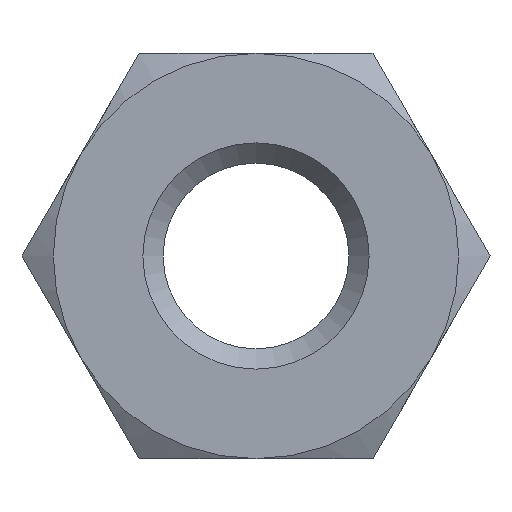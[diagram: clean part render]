
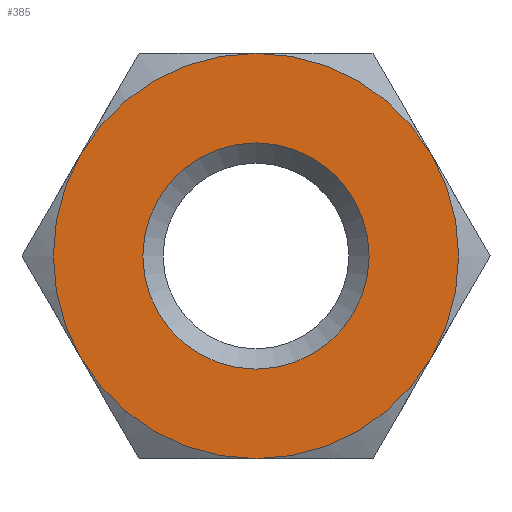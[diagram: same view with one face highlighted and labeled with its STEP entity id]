
A CAD part, front view. The second image highlights one B-rep face of the part: STEP entity #385.
In plain terms, the highlighted planar face has unit normal (0, -1, 0).
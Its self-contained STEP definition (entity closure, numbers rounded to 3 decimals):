
#2 = ORIENTED_EDGE ( 'NONE', *, *, #359, .T. ) ;
#4 = ORIENTED_EDGE ( 'NONE', *, *, #351, .T. ) ;
#11 = VERTEX_POINT ( 'NONE', #449 ) ;
#23 = ORIENTED_EDGE ( 'NONE', *, *, #358, .T. ) ;
#24 = ORIENTED_EDGE ( 'NONE', *, *, #255, .T. ) ;
#28 = ORIENTED_EDGE ( 'NONE', *, *, #326, .T. ) ;
#34 = FACE_BOUND ( 'NONE', #118, .T. ) ;
#48 = VERTEX_POINT ( 'NONE', #700 ) ;
#50 = CIRCLE ( 'NONE', #292, 6.7 ) ;
#54 = CIRCLE ( 'NONE', #320, 12. ) ;
#66 = CIRCLE ( 'NONE', #262, 12. ) ;
#69 = CIRCLE ( 'NONE', #288, 12. ) ;
#70 = CIRCLE ( 'NONE', #313, 12. ) ;
#84 = VERTEX_POINT ( 'NONE', #685 ) ;
#85 = ORIENTED_EDGE ( 'NONE', *, *, #330, .F. ) ;
#98 = VERTEX_POINT ( 'NONE', #683 ) ;
#102 = ORIENTED_EDGE ( 'NONE', *, *, #353, .T. ) ;
#107 = EDGE_LOOP ( 'NONE', ( #28, #24, #23, #102, #4, #2 ) ) ;
#118 = EDGE_LOOP ( 'NONE', ( #85 ) ) ;
#177 = CIRCLE ( 'NONE', #352, 12. ) ;
#195 = VERTEX_POINT ( 'NONE', #684 ) ;
#201 = CIRCLE ( 'NONE', #294, 12. ) ;
#219 = VERTEX_POINT ( 'NONE', #641 ) ;
#231 = FACE_OUTER_BOUND ( 'NONE', #107, .T. ) ;
#237 = VERTEX_POINT ( 'NONE', #618 ) ;
#255 = EDGE_CURVE ( 'NONE', #219, #195, #177, .T. ) ;
#262 = AXIS2_PLACEMENT_3D ( 'NONE', #600, #599, #598 ) ;
#288 = AXIS2_PLACEMENT_3D ( 'NONE', #591, #589, #588 ) ;
#292 = AXIS2_PLACEMENT_3D ( 'NONE', #657, #655, #654 ) ;
#294 = AXIS2_PLACEMENT_3D ( 'NONE', #676, #675, #674 ) ;
#313 = AXIS2_PLACEMENT_3D ( 'NONE', #584, #583, #581 ) ;
#319 = AXIS2_PLACEMENT_3D ( 'NONE', #496, #498, #492 ) ;
#320 = AXIS2_PLACEMENT_3D ( 'NONE', #605, #604, #603 ) ;
#326 = EDGE_CURVE ( 'NONE', #237, #219, #201, .T. ) ;
#330 = EDGE_CURVE ( 'NONE', #11, #11, #50, .T. ) ;
#351 = EDGE_CURVE ( 'NONE', #48, #98, #54, .T. ) ;
#352 = AXIS2_PLACEMENT_3D ( 'NONE', #606, #602, #601 ) ;
#353 = EDGE_CURVE ( 'NONE', #84, #48, #66, .T. ) ;
#358 = EDGE_CURVE ( 'NONE', #195, #84, #69, .T. ) ;
#359 = EDGE_CURVE ( 'NONE', #98, #237, #70, .T. ) ;
#385 = ADVANCED_FACE ( 'NONE', ( #34, #231 ), #494, .T. ) ;
#449 = CARTESIAN_POINT ( 'NONE',  ( 0., 0., -6.7 ) ) ;
#492 = DIRECTION ( 'NONE',  ( 0., 0., -1. ) ) ;
#494 = PLANE ( 'NONE',  #319 ) ;
#496 = CARTESIAN_POINT ( 'NONE',  ( -12.144, 0., 12.144 ) ) ;
#498 = DIRECTION ( 'NONE',  ( 0., -1., 0. ) ) ;
#581 = DIRECTION ( 'NONE',  ( 0., 0., 1. ) ) ;
#583 = DIRECTION ( 'NONE',  ( 0., -1., 0. ) ) ;
#584 = CARTESIAN_POINT ( 'NONE',  ( 0., 0., 0. ) ) ;
#588 = DIRECTION ( 'NONE',  ( 0., 0., 1. ) ) ;
#589 = DIRECTION ( 'NONE',  ( 0., -1., 0. ) ) ;
#591 = CARTESIAN_POINT ( 'NONE',  ( 0., 0., 0. ) ) ;
#598 = DIRECTION ( 'NONE',  ( 0., 0., 1. ) ) ;
#599 = DIRECTION ( 'NONE',  ( 0., -1., 0. ) ) ;
#600 = CARTESIAN_POINT ( 'NONE',  ( 0., 0., 0. ) ) ;
#601 = DIRECTION ( 'NONE',  ( 0., 0., 1. ) ) ;
#602 = DIRECTION ( 'NONE',  ( 0., -1., 0. ) ) ;
#603 = DIRECTION ( 'NONE',  ( 0., 0., 1. ) ) ;
#604 = DIRECTION ( 'NONE',  ( 0., -1., 0. ) ) ;
#605 = CARTESIAN_POINT ( 'NONE',  ( 0., 0., 0. ) ) ;
#606 = CARTESIAN_POINT ( 'NONE',  ( 0., 0., 0. ) ) ;
#618 = CARTESIAN_POINT ( 'NONE',  ( -10.392, 0., 6. ) ) ;
#641 = CARTESIAN_POINT ( 'NONE',  ( -10.392, 0., -6. ) ) ;
#654 = DIRECTION ( 'NONE',  ( 0., 0., -1. ) ) ;
#655 = DIRECTION ( 'NONE',  ( 0., -1., 0. ) ) ;
#657 = CARTESIAN_POINT ( 'NONE',  ( 0., 0., 0. ) ) ;
#674 = DIRECTION ( 'NONE',  ( 0., 0., 1. ) ) ;
#675 = DIRECTION ( 'NONE',  ( 0., -1., 0. ) ) ;
#676 = CARTESIAN_POINT ( 'NONE',  ( 0., 0., 0. ) ) ;
#683 = CARTESIAN_POINT ( 'NONE',  ( 0., 0., 12. ) ) ;
#684 = CARTESIAN_POINT ( 'NONE',  ( 0., 0., -12. ) ) ;
#685 = CARTESIAN_POINT ( 'NONE',  ( 10.392, 0., -6. ) ) ;
#700 = CARTESIAN_POINT ( 'NONE',  ( 10.392, 0., 6. ) ) ;
